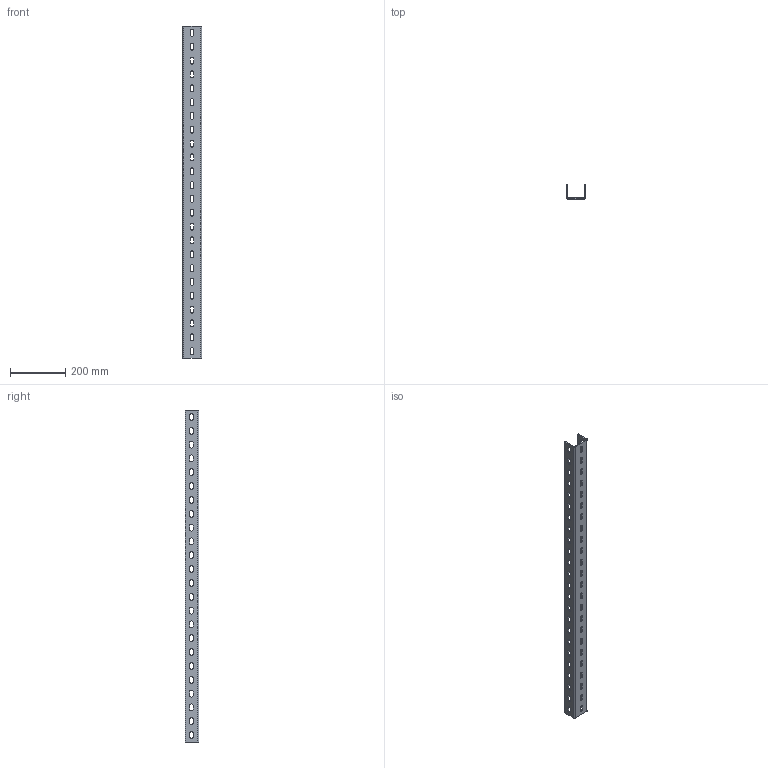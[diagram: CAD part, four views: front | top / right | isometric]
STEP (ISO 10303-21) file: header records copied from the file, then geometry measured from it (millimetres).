
FILE_DESCRIPTION (( 'STEP AP214' ), '1' );
FILE_NAME ('Äåòàë1200.STEP', '2023-04-03T09:00:32', ( '' ), ( '' ), 'SwSTEP 2.0', 'SolidWorks 2022', '' );
FILE_SCHEMA (( 'AUTOMOTIVE_DESIGN' ));
Length unit declared in the file: millimetre
Products named in the file (1): Детал1200
Bounding box: 70 x 50 x 1200 mm (x, y, z)
Volume: 680775.7 mm3; surface area: 369766.1 mm2
Topology: 1 solids, 1 shells, 374 faces, 1116 edges, 744 vertices
Faces by surface type: cylinder 220, plane 154
Entity records: 13062 total; most frequent: DIRECTION 2306, CARTESIAN_POINT 2235, ORIENTED_EDGE 2232, EDGE_CURVE 1116, AXIS2_PLACEMENT_3D 815, VERTEX_POINT 744, LINE 676, VECTOR 676
